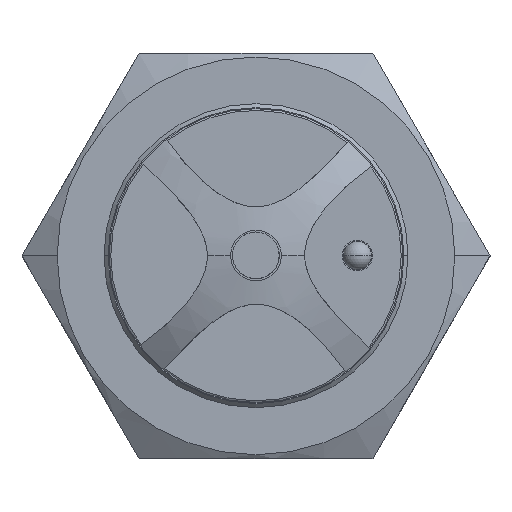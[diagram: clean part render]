
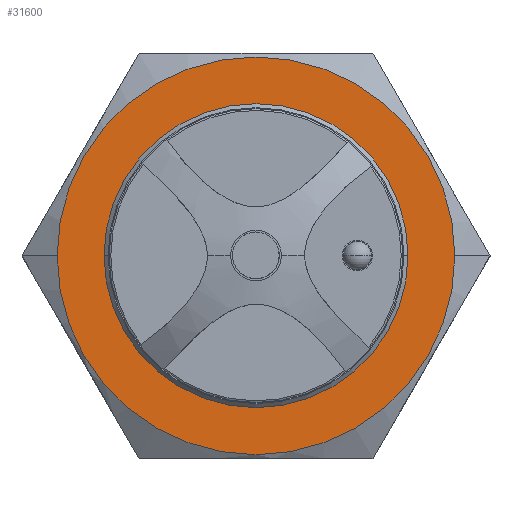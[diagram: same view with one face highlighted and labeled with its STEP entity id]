
A CAD part, top view. The second image highlights one B-rep face of the part: STEP entity #31600.
In plain terms, the highlighted planar face has unit normal (0, 0, 1).
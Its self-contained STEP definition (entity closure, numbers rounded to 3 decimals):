
#511 = DIRECTION ( 'NONE',  ( -1., 0., 0. ) ) ;
#1049 = CARTESIAN_POINT ( 'NONE',  ( 19.625, 0., 32.5 ) ) ;
#1133 = ORIENTED_EDGE ( 'NONE', *, *, #17110, .T. ) ;
#1431 = CIRCLE ( 'NONE', #12545, 13.706 ) ;
#2161 = ORIENTED_EDGE ( 'NONE', *, *, #26654, .T. ) ;
#3097 = DIRECTION ( 'NONE',  ( 0., 0., 1. ) ) ;
#3499 = DIRECTION ( 'NONE',  ( 0., 0., -1. ) ) ;
#4000 = EDGE_CURVE ( 'NONE', #5036, #28722, #32713, .T. ) ;
#4403 = EDGE_CURVE ( 'NONE', #28722, #5036, #23462, .T. ) ;
#4454 = VERTEX_POINT ( 'NONE', #16884 ) ;
#5036 = VERTEX_POINT ( 'NONE', #14865 ) ;
#6075 = ORIENTED_EDGE ( 'NONE', *, *, #4000, .F. ) ;
#8548 = ORIENTED_EDGE ( 'NONE', *, *, #4403, .F. ) ;
#10758 = EDGE_LOOP ( 'NONE', ( #6075, #8548 ) ) ;
#11292 = FACE_OUTER_BOUND ( 'NONE', #10758, .T. ) ;
#12332 = AXIS2_PLACEMENT_3D ( 'NONE', #24731, #16870, #14268 ) ;
#12545 = AXIS2_PLACEMENT_3D ( 'NONE', #22862, #33766, #17714 ) ;
#13787 = DIRECTION ( 'NONE',  ( 1., 0., 0. ) ) ;
#13984 = CARTESIAN_POINT ( 'NONE',  ( 0., 0., 32.5 ) ) ;
#14268 = DIRECTION ( 'NONE',  ( 1., 0., 0. ) ) ;
#14865 = CARTESIAN_POINT ( 'NONE',  ( -19.625, 0., 32.5 ) ) ;
#15935 = CARTESIAN_POINT ( 'NONE',  ( 13.706, 0., 32.5 ) ) ;
#16090 = AXIS2_PLACEMENT_3D ( 'NONE', #24632, #3499, #27679 ) ;
#16870 = DIRECTION ( 'NONE',  ( 0., 0., -1. ) ) ;
#16884 = CARTESIAN_POINT ( 'NONE',  ( -13.706, 0., 32.5 ) ) ;
#16978 = AXIS2_PLACEMENT_3D ( 'NONE', #19035, #3097, #13787 ) ;
#17110 = EDGE_CURVE ( 'NONE', #4454, #20976, #19376, .T. ) ;
#17714 = DIRECTION ( 'NONE',  ( 1., 0., 0. ) ) ;
#19035 = CARTESIAN_POINT ( 'NONE',  ( 11.547, -20., 32.5 ) ) ;
#19376 = CIRCLE ( 'NONE', #12332, 13.706 ) ;
#20184 = EDGE_LOOP ( 'NONE', ( #2161, #1133 ) ) ;
#20976 = VERTEX_POINT ( 'NONE', #15935 ) ;
#22862 = CARTESIAN_POINT ( 'NONE',  ( 0., 0., 32.5 ) ) ;
#23462 = CIRCLE ( 'NONE', #16090, 19.625 ) ;
#24551 = DIRECTION ( 'NONE',  ( 0., 0., -1. ) ) ;
#24632 = CARTESIAN_POINT ( 'NONE',  ( 0., 0., 32.5 ) ) ;
#24697 = FACE_BOUND ( 'NONE', #20184, .T. ) ;
#24731 = CARTESIAN_POINT ( 'NONE',  ( 0., 0., 32.5 ) ) ;
#26654 = EDGE_CURVE ( 'NONE', #20976, #4454, #1431, .T. ) ;
#27282 = PLANE ( 'NONE',  #16978 ) ;
#27679 = DIRECTION ( 'NONE',  ( -1., 0., 0. ) ) ;
#28722 = VERTEX_POINT ( 'NONE', #1049 ) ;
#31600 = ADVANCED_FACE ( 'NONE', ( #24697, #11292 ), #27282, .T. ) ;
#32713 = CIRCLE ( 'NONE', #34281, 19.625 ) ;
#33766 = DIRECTION ( 'NONE',  ( 0., 0., -1. ) ) ;
#34281 = AXIS2_PLACEMENT_3D ( 'NONE', #13984, #24551, #511 ) ;
